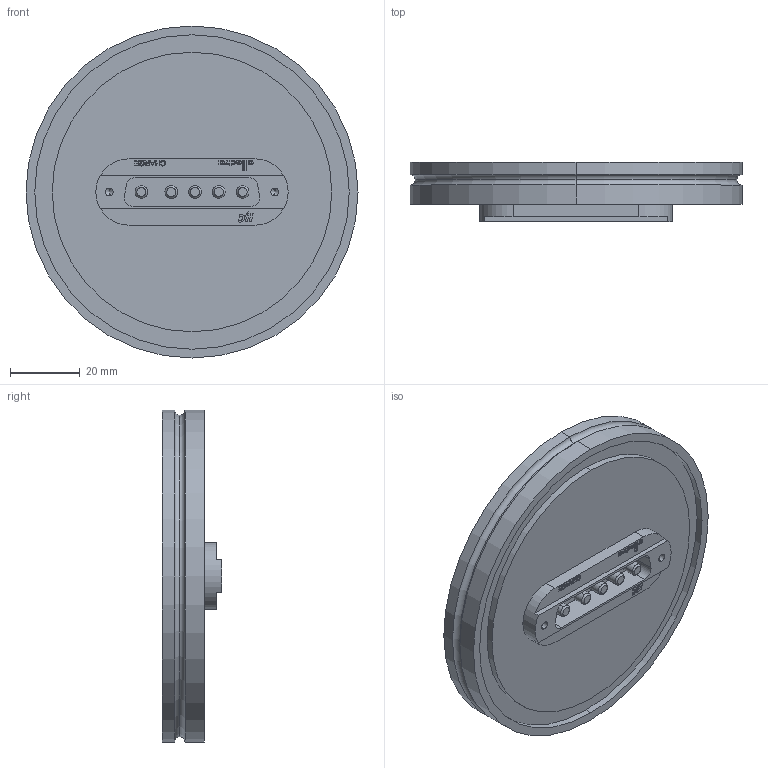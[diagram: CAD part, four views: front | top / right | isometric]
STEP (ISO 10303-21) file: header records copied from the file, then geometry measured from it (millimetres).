
FILE_DESCRIPTION (( 'STEP AP214' ), '1' );
FILE_NAME ('210-X25-5P-ISO63.STEP', '2020-11-26T14:24:20', ( '' ), ( '' ), 'SwSTEP 2.0', 'SolidWorks 2017', '' );
FILE_SCHEMA (( 'AUTOMOTIVE_DESIGN' ));
Length unit declared in the file: millimetre
Products named in the file (5): 210-X25-5P-ISO63; 9210-D25-ISO63_441-ISO63-B; 9218-X-X_ 218-X25-5P  logo-  HC; 9212-POWER-PIN-FENI-CU_vergoldet; 218-X-X_218-X25-5P  logo
Assembly tree (8 placements, depth 3):
  210-X25-5P-ISO63
    9210-D25-ISO63_441-ISO63-B
    218-X-X_218-X25-5P  logo
      9218-X-X_ 218-X25-5P  logo-  HC
      9212-POWER-PIN-FENI-CU_vergoldet  x5
Bounding box: 95 x 17 x 95 mm (x, y, z)
Volume: 77849.7 mm3; surface area: 27297.6 mm2
Topology: 7 solids, 7 shells, 350 faces, 890 edges, 578 vertices
Faces by surface type: plane 183, cylinder 98, bspline 37, cone 28, torus 4
Entity records: 11658 total; most frequent: CARTESIAN_POINT 3603, ORIENTED_EDGE 1652, DIRECTION 1532, EDGE_CURVE 826, LINE 558, VECTOR 558, VERTEX_POINT 546, AXIS2_PLACEMENT_3D 487
